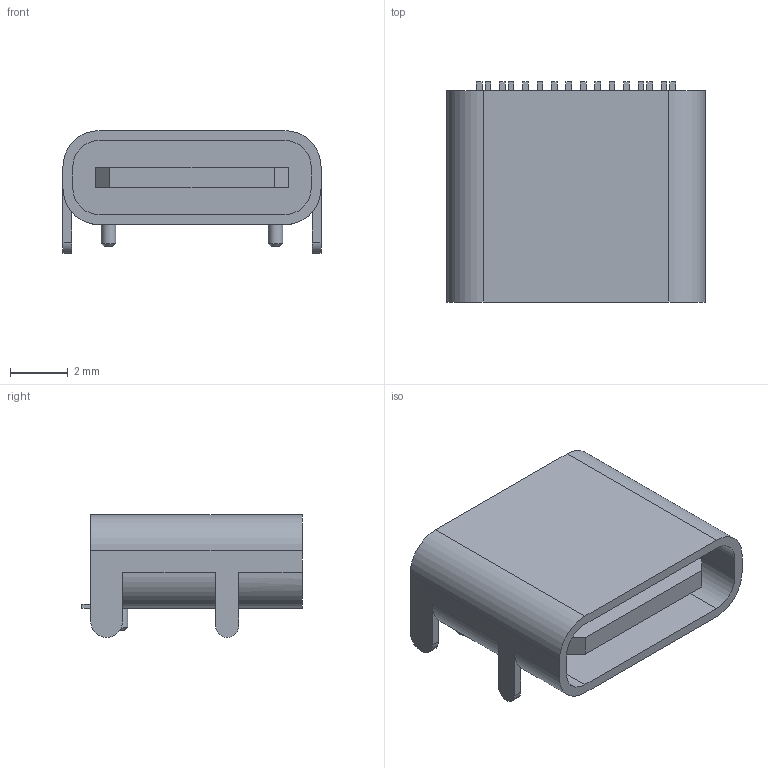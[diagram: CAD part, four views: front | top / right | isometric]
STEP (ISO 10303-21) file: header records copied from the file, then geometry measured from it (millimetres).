
FILE_DESCRIPTION(('FreeCAD Model'),'2;1');
FILE_NAME('USB_C_Receptacle_Palconn_UTC16-G-fusion.step','2019-12-31T18:25:48',('Author'),(''), 'Open CASCADE STEP processor 7.3','FreeCAD','Unknown');
FILE_SCHEMA(('AUTOMOTIVE_DESIGN { 1 0 10303 214 1 1 1 1 }'));
Length unit declared in the file: millimetre
Products named in the file (1): Fusion
Bounding box: 8.94 x 7.63 x 4.25 mm (x, y, z)
Volume: 127.8 mm3; surface area: 399.6 mm2
Topology: 1 solids, 1 shells, 136 faces, 356 edges, 226 vertices
Faces by surface type: plane 116, cylinder 18, cone 2
Full cylindrical faces by diameter (mm): 0.5 x2
Entity records: 5060 total; most frequent: CARTESIAN_POINT 719, ORIENTED_EDGE 712, DIRECTION 678, EDGE_CURVE 356, LINE 308, VECTOR 308, VERTEX_POINT 226, AXIS2_PLACEMENT_3D 185
